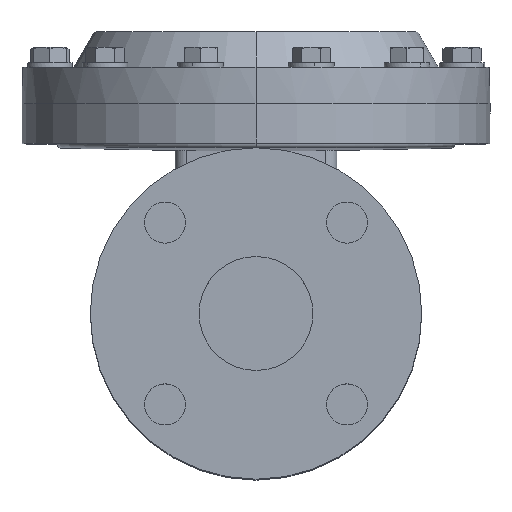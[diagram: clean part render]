
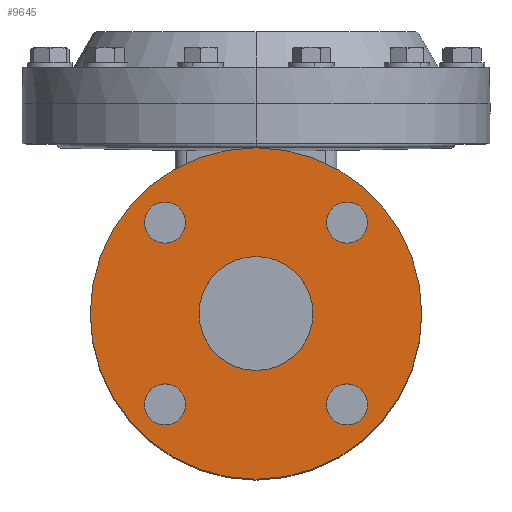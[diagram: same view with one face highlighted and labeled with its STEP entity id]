
A CAD part, top view. The second image highlights one B-rep face of the part: STEP entity #9645.
In plain terms, the highlighted planar face has unit normal (0, 0, 1).
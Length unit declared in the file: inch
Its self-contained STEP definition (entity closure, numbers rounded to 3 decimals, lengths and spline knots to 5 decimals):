
#4 = CIRCLE ( 'NONE', #12085, 0.31 ) ;
#42 = DIRECTION ( 'NONE',  ( 1., 0., 0. ) ) ;
#274 = ORIENTED_EDGE ( 'NONE', *, *, #12431, .F. ) ;
#404 = CIRCLE ( 'NONE', #4720, 0.31 ) ;
#497 = EDGE_CURVE ( 'NONE', #13217, #1696, #10327, .T. ) ;
#572 = EDGE_LOOP ( 'NONE', ( #16335, #13115 ) ) ;
#662 = CARTESIAN_POINT ( 'NONE',  ( 1.06179, 1.37179, 4.375 ) ) ;
#703 = DIRECTION ( 'NONE',  ( 0., 0., 1. ) ) ;
#726 = CIRCLE ( 'NONE', #3990, 0.8595 ) ;
#1696 = VERTEX_POINT ( 'NONE', #8303 ) ;
#1784 = FACE_BOUND ( 'NONE', #12531, .T. ) ;
#1841 = VERTEX_POINT ( 'NONE', #14318 ) ;
#1901 = CIRCLE ( 'NONE', #8337, 0.31 ) ;
#2190 = EDGE_LOOP ( 'NONE', ( #14434, #274 ) ) ;
#2504 = CARTESIAN_POINT ( 'NONE',  ( 0., 0., 4.375 ) ) ;
#2889 = DIRECTION ( 'NONE',  ( 0., 0., 1. ) ) ;
#2925 = CARTESIAN_POINT ( 'NONE',  ( -1.06179, -1.37179, 4.375 ) ) ;
#2968 = CARTESIAN_POINT ( 'NONE',  ( -1.68179, -1.37179, 4.375 ) ) ;
#3058 = FACE_BOUND ( 'NONE', #16164, .T. ) ;
#3103 = CARTESIAN_POINT ( 'NONE',  ( 1.37179, -1.37179, 4.375 ) ) ;
#3615 = CARTESIAN_POINT ( 'NONE',  ( -1.68179, 1.37179, 4.375 ) ) ;
#3704 = CARTESIAN_POINT ( 'NONE',  ( -1.37179, -1.37179, 4.375 ) ) ;
#3882 = DIRECTION ( 'NONE',  ( -1., 0., 0. ) ) ;
#3990 = AXIS2_PLACEMENT_3D ( 'NONE', #5319, #14843, #6686 ) ;
#4127 = CARTESIAN_POINT ( 'NONE',  ( -1.37179, 1.37179, 4.375 ) ) ;
#4146 = DIRECTION ( 'NONE',  ( 0., 0., 1. ) ) ;
#4246 = CARTESIAN_POINT ( 'NONE',  ( 0., 0., 4.375 ) ) ;
#4269 = CARTESIAN_POINT ( 'NONE',  ( 1.37179, 1.37179, 4.375 ) ) ;
#4456 = DIRECTION ( 'NONE',  ( 0., -1., 0. ) ) ;
#4484 = CARTESIAN_POINT ( 'NONE',  ( -0.8595, 0., 4.375 ) ) ;
#4573 = VERTEX_POINT ( 'NONE', #9992 ) ;
#4662 = CIRCLE ( 'NONE', #5882, 0.31 ) ;
#4720 = AXIS2_PLACEMENT_3D ( 'NONE', #3704, #13226, #5052 ) ;
#4845 = EDGE_CURVE ( 'NONE', #15618, #11701, #15381, .T. ) ;
#4863 = CIRCLE ( 'NONE', #8665, 0.8595 ) ;
#5052 = DIRECTION ( 'NONE',  ( -1., 0., 0. ) ) ;
#5319 = CARTESIAN_POINT ( 'NONE',  ( 0., 0., 4.375 ) ) ;
#5388 = FACE_BOUND ( 'NONE', #11442, .T. ) ;
#5449 = VERTEX_POINT ( 'NONE', #4484 ) ;
#5487 = DIRECTION ( 'NONE',  ( 0., 1., 0. ) ) ;
#5612 = DIRECTION ( 'NONE',  ( -1., 0., 0. ) ) ;
#5630 = DIRECTION ( 'NONE',  ( 1., 0., 0. ) ) ;
#5655 = ORIENTED_EDGE ( 'NONE', *, *, #12358, .F. ) ;
#5852 = ORIENTED_EDGE ( 'NONE', *, *, #11016, .F. ) ;
#5868 = AXIS2_PLACEMENT_3D ( 'NONE', #4127, #13662, #5487 ) ;
#5882 = AXIS2_PLACEMENT_3D ( 'NONE', #3103, #12622, #4456 ) ;
#5970 = CARTESIAN_POINT ( 'NONE',  ( 1.68179, -1.37179, 4.375 ) ) ;
#6361 = CIRCLE ( 'NONE', #16634, 0.31 ) ;
#6600 = CIRCLE ( 'NONE', #15640, 0.31 ) ;
#6686 = DIRECTION ( 'NONE',  ( 1., 0., 0. ) ) ;
#7015 = DIRECTION ( 'NONE',  ( 0., 0., 1. ) ) ;
#7109 = CARTESIAN_POINT ( 'NONE',  ( 1.37179, 1.37179, 4.375 ) ) ;
#7226 = EDGE_CURVE ( 'NONE', #14164, #4573, #4662, .T. ) ;
#7695 = CIRCLE ( 'NONE', #12119, 0.31 ) ;
#7871 = ORIENTED_EDGE ( 'NONE', *, *, #13245, .F. ) ;
#8198 = DIRECTION ( 'NONE',  ( 0., 0., 1. ) ) ;
#8303 = CARTESIAN_POINT ( 'NONE',  ( -2.5, 0., 4.375 ) ) ;
#8337 = AXIS2_PLACEMENT_3D ( 'NONE', #8837, #703, #10229 ) ;
#8476 = DIRECTION ( 'NONE',  ( 1., 0., 0. ) ) ;
#8585 = FACE_OUTER_BOUND ( 'NONE', #572, .T. ) ;
#8665 = AXIS2_PLACEMENT_3D ( 'NONE', #16342, #8198, #42 ) ;
#8837 = CARTESIAN_POINT ( 'NONE',  ( -1.37179, 1.37179, 4.375 ) ) ;
#9024 = FACE_BOUND ( 'NONE', #10146, .T. ) ;
#9358 = VERTEX_POINT ( 'NONE', #2925 ) ;
#9518 = AXIS2_PLACEMENT_3D ( 'NONE', #4246, #13775, #5612 ) ;
#9526 = ORIENTED_EDGE ( 'NONE', *, *, #12936, .F. ) ;
#9645 = ADVANCED_FACE ( 'NONE', ( #5388, #3058, #9024, #12632, #1784, #8585 ), #9715, .T. ) ;
#9715 = PLANE ( 'NONE',  #11098 ) ;
#9992 = CARTESIAN_POINT ( 'NONE',  ( 1.06179, -1.37179, 4.375 ) ) ;
#10070 = EDGE_CURVE ( 'NONE', #14912, #5449, #726, .T. ) ;
#10146 = EDGE_LOOP ( 'NONE', ( #14486, #5655 ) ) ;
#10229 = DIRECTION ( 'NONE',  ( 0., 1., 0. ) ) ;
#10327 = CIRCLE ( 'NONE', #13816, 2.5 ) ;
#10674 = CARTESIAN_POINT ( 'NONE',  ( -1.06179, 1.37179, 4.375 ) ) ;
#11016 = EDGE_CURVE ( 'NONE', #11888, #9358, #7695, .T. ) ;
#11073 = CARTESIAN_POINT ( 'NONE',  ( 1.37179, -1.37179, 4.375 ) ) ;
#11098 = AXIS2_PLACEMENT_3D ( 'NONE', #15166, #7015, #16522 ) ;
#11211 = CARTESIAN_POINT ( 'NONE',  ( 0.8595, 0., 4.375 ) ) ;
#11442 = EDGE_LOOP ( 'NONE', ( #7871, #11553 ) ) ;
#11526 = CIRCLE ( 'NONE', #9518, 2.5 ) ;
#11553 = ORIENTED_EDGE ( 'NONE', *, *, #4845, .F. ) ;
#11701 = VERTEX_POINT ( 'NONE', #10674 ) ;
#11888 = VERTEX_POINT ( 'NONE', #2968 ) ;
#12020 = ORIENTED_EDGE ( 'NONE', *, *, #10070, .F. ) ;
#12022 = VERTEX_POINT ( 'NONE', #662 ) ;
#12044 = DIRECTION ( 'NONE',  ( 0., 0., -1. ) ) ;
#12085 = AXIS2_PLACEMENT_3D ( 'NONE', #11073, #2889, #12410 ) ;
#12119 = AXIS2_PLACEMENT_3D ( 'NONE', #12313, #4146, #13682 ) ;
#12313 = CARTESIAN_POINT ( 'NONE',  ( -1.37179, -1.37179, 4.375 ) ) ;
#12358 = EDGE_CURVE ( 'NONE', #4573, #14164, #4, .T. ) ;
#12410 = DIRECTION ( 'NONE',  ( 0., -1., 0. ) ) ;
#12431 = EDGE_CURVE ( 'NONE', #12022, #1841, #6361, .T. ) ;
#12531 = EDGE_LOOP ( 'NONE', ( #9526, #12020 ) ) ;
#12622 = DIRECTION ( 'NONE',  ( 0., 0., 1. ) ) ;
#12632 = FACE_BOUND ( 'NONE', #2190, .T. ) ;
#12936 = EDGE_CURVE ( 'NONE', #5449, #14912, #4863, .T. ) ;
#13115 = ORIENTED_EDGE ( 'NONE', *, *, #497, .F. ) ;
#13217 = VERTEX_POINT ( 'NONE', #15553 ) ;
#13226 = DIRECTION ( 'NONE',  ( 0., 0., 1. ) ) ;
#13245 = EDGE_CURVE ( 'NONE', #11701, #15618, #1901, .T. ) ;
#13662 = DIRECTION ( 'NONE',  ( 0., 0., 1. ) ) ;
#13682 = DIRECTION ( 'NONE',  ( -1., 0., 0. ) ) ;
#13775 = DIRECTION ( 'NONE',  ( 0., 0., -1. ) ) ;
#13796 = DIRECTION ( 'NONE',  ( 0., 0., 1. ) ) ;
#13816 = AXIS2_PLACEMENT_3D ( 'NONE', #2504, #12044, #3882 ) ;
#14164 = VERTEX_POINT ( 'NONE', #5970 ) ;
#14318 = CARTESIAN_POINT ( 'NONE',  ( 1.68179, 1.37179, 4.375 ) ) ;
#14434 = ORIENTED_EDGE ( 'NONE', *, *, #15323, .F. ) ;
#14486 = ORIENTED_EDGE ( 'NONE', *, *, #7226, .F. ) ;
#14843 = DIRECTION ( 'NONE',  ( 0., 0., 1. ) ) ;
#14912 = VERTEX_POINT ( 'NONE', #11211 ) ;
#15166 = CARTESIAN_POINT ( 'NONE',  ( 0., 0., 4.375 ) ) ;
#15323 = EDGE_CURVE ( 'NONE', #1841, #12022, #6600, .T. ) ;
#15381 = CIRCLE ( 'NONE', #5868, 0.31 ) ;
#15553 = CARTESIAN_POINT ( 'NONE',  ( 2.5, 0., 4.375 ) ) ;
#15618 = VERTEX_POINT ( 'NONE', #3615 ) ;
#15640 = AXIS2_PLACEMENT_3D ( 'NONE', #4269, #13796, #5630 ) ;
#15856 = EDGE_CURVE ( 'NONE', #1696, #13217, #11526, .T. ) ;
#16164 = EDGE_LOOP ( 'NONE', ( #16315, #5852 ) ) ;
#16315 = ORIENTED_EDGE ( 'NONE', *, *, #16782, .F. ) ;
#16335 = ORIENTED_EDGE ( 'NONE', *, *, #15856, .F. ) ;
#16342 = CARTESIAN_POINT ( 'NONE',  ( 0., 0., 4.375 ) ) ;
#16522 = DIRECTION ( 'NONE',  ( 1., 0., 0. ) ) ;
#16621 = DIRECTION ( 'NONE',  ( 0., 0., 1. ) ) ;
#16634 = AXIS2_PLACEMENT_3D ( 'NONE', #7109, #16621, #8476 ) ;
#16782 = EDGE_CURVE ( 'NONE', #9358, #11888, #404, .T. ) ;
